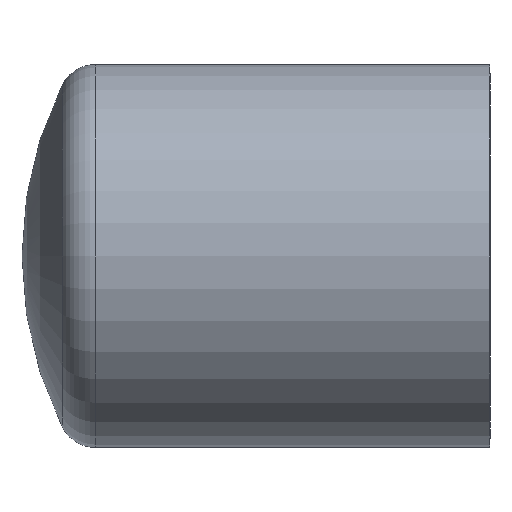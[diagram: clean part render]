
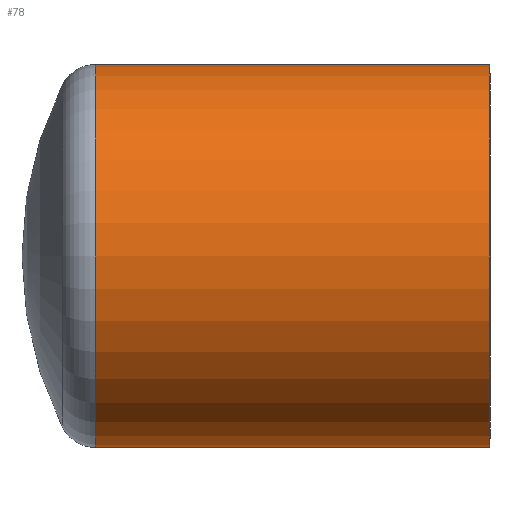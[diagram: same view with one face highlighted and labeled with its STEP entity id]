
A CAD part, front view. The second image highlights one B-rep face of the part: STEP entity #78.
In plain terms, the highlighted cylindrical face has radius 45 mm (diameter 90 mm), a full revolution.
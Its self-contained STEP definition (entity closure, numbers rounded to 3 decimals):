
#78 = ADVANCED_FACE( '', ( #92, #93 ), #94, .T. );
#92 = FACE_OUTER_BOUND( '', #113, .T. );
#93 = FACE_OUTER_BOUND( '', #114, .T. );
#94 = CYLINDRICAL_SURFACE( '', #115, 45. );
#113 = EDGE_LOOP( '', ( #140 ) );
#114 = EDGE_LOOP( '', ( #141 ) );
#115 = AXIS2_PLACEMENT_3D( '', #142, #143, #144 );
#140 = ORIENTED_EDGE( '', *, *, #163, .F. );
#141 = ORIENTED_EDGE( '', *, *, #164, .T. );
#142 = CARTESIAN_POINT( '', ( -105.7, 0., 0. ) );
#143 = DIRECTION( '', ( -1., 0., 0. ) );
#144 = DIRECTION( '', ( 0., 0., -1. ) );
#163 = EDGE_CURVE( '', #174, #174, #175, .T. );
#164 = EDGE_CURVE( '', #176, #176, #177, .T. );
#174 = VERTEX_POINT( '', #186 );
#175 = CIRCLE( '', #187, 45. );
#176 = VERTEX_POINT( '', #188 );
#177 = CIRCLE( '', #189, 45. );
#186 = CARTESIAN_POINT( '', ( 0., 0., -45. ) );
#187 = AXIS2_PLACEMENT_3D( '', #201, #202, #203 );
#188 = CARTESIAN_POINT( '', ( -92.808, 0., -45. ) );
#189 = AXIS2_PLACEMENT_3D( '', #204, #205, #206 );
#201 = CARTESIAN_POINT( '', ( 0., 0., 0. ) );
#202 = DIRECTION( '', ( 1., 0., 0. ) );
#203 = DIRECTION( '', ( 0., 0., -1. ) );
#204 = CARTESIAN_POINT( '', ( -92.808, 0., 0. ) );
#205 = DIRECTION( '', ( 1., 0., 0. ) );
#206 = DIRECTION( '', ( 0., 0., -1. ) );
